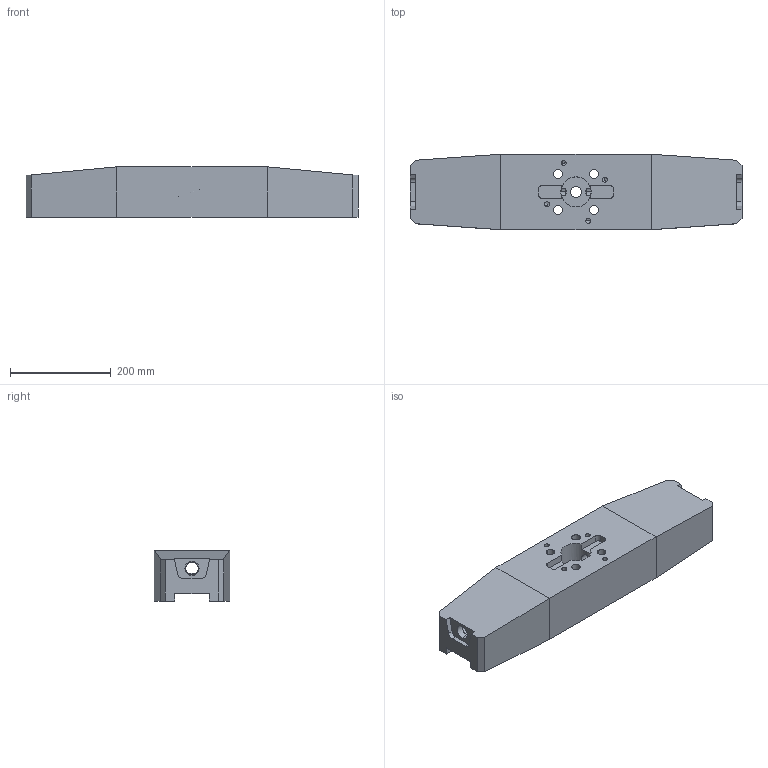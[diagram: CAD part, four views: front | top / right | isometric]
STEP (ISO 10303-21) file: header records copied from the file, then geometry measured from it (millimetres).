
FILE_DESCRIPTION(('no description'),'unknown implementation level');
FILE_NAME('162EA529-EA76-4AA3-B0CD-A1D0B691C842_export.stp',' ',('CIMSOURCE GmbH'),('CADClick - KiM GmbH - www.kimweb.de'),'unknown preprocess','ACIS','unknown authorization');
FILE_SCHEMA(('automotive_design'));
Length unit declared in the file: millimetre
Products named in the file (1): Kreismuster13
Bounding box: 660 x 150 x 100 mm (x, y, z)
Volume: 7598781.6 mm3; surface area: 455142.5 mm2
Topology: 1 solids, 1 shells, 340 faces, 790 edges, 482 vertices
Faces by surface type: cylinder 186, plane 98, cone 56
Entity records: 18637 total; most frequent: DIRECTION 1850, CARTESIAN_POINT 1788, STYLED_ITEM 1569, PRESENTATION_STYLE_ASSIGNMENT 1569, COLOUR_RGB 1569, ORIENTED_EDGE 1492, EDGE_CURVE 746, CURVE_STYLE 746
